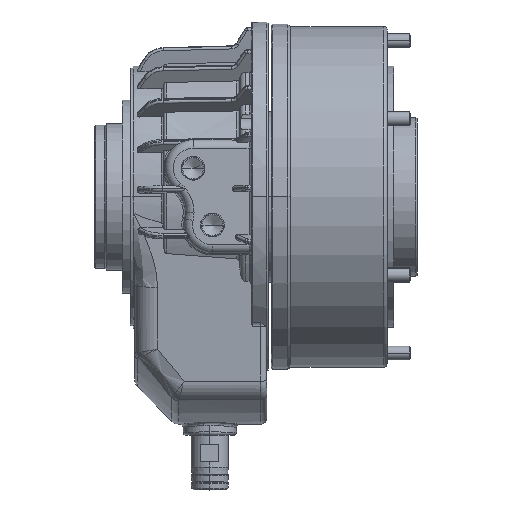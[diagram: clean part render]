
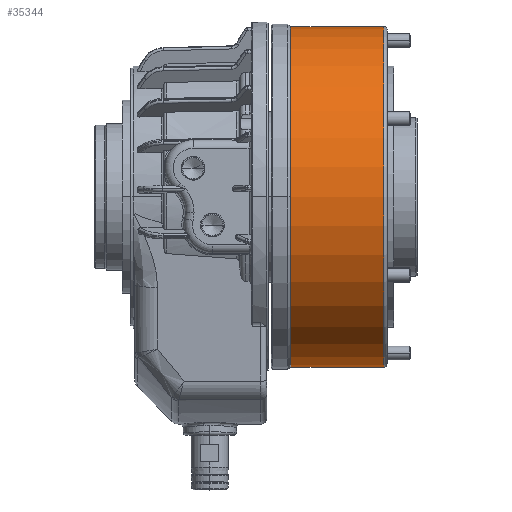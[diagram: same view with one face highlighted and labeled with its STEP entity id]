
A CAD part, top view. The second image highlights one B-rep face of the part: STEP entity #35344.
In plain terms, the highlighted cylindrical face has radius 150 mm (diameter 300 mm), a partial arc.
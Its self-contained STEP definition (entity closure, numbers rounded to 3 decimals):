
#18 = CARTESIAN_POINT ( 'NONE',  ( 0.3, 0., 0. ) ) ;
#1136 = EDGE_CURVE ( 'NONE', #17755, #10957, #10901, .T. ) ;
#2610 = VECTOR ( 'NONE', #18188, 1000. ) ;
#2803 = EDGE_CURVE ( 'NONE', #3813, #10957, #37755, .T. ) ;
#3151 = DIRECTION ( 'NONE',  ( 0., 1., 0. ) ) ;
#3686 = CARTESIAN_POINT ( 'NONE',  ( 82., 0., 0. ) ) ;
#3696 = AXIS2_PLACEMENT_3D ( 'NONE', #20666, #36042, #17519 ) ;
#3813 = VERTEX_POINT ( 'NONE', #21464 ) ;
#4802 = LINE ( 'NONE', #32603, #21426 ) ;
#6816 = DIRECTION ( 'NONE',  ( 0., -1., 0. ) ) ;
#7744 = AXIS2_PLACEMENT_3D ( 'NONE', #3686, #25560, #6816 ) ;
#8268 = AXIS2_PLACEMENT_3D ( 'NONE', #18, #21875, #3151 ) ;
#8965 = CARTESIAN_POINT ( 'NONE',  ( 0.3, -150., 0. ) ) ;
#9332 = EDGE_LOOP ( 'NONE', ( #15911, #22701, #32739, #12320 ) ) ;
#10901 = LINE ( 'NONE', #15053, #2610 ) ;
#10957 = VERTEX_POINT ( 'NONE', #8965 ) ;
#12320 = ORIENTED_EDGE ( 'NONE', *, *, #1136, .F. ) ;
#13566 = CIRCLE ( 'NONE', #7744, 150. ) ;
#15053 = CARTESIAN_POINT ( 'NONE',  ( 0., -150., 0. ) ) ;
#15911 = ORIENTED_EDGE ( 'NONE', *, *, #31022, .T. ) ;
#17519 = DIRECTION ( 'NONE',  ( 0., -1., 0. ) ) ;
#17755 = VERTEX_POINT ( 'NONE', #18627 ) ;
#18188 = DIRECTION ( 'NONE',  ( -1., 0., 0. ) ) ;
#18195 = CYLINDRICAL_SURFACE ( 'NONE', #3696, 150. ) ;
#18627 = CARTESIAN_POINT ( 'NONE',  ( 82., -150., 0. ) ) ;
#20666 = CARTESIAN_POINT ( 'NONE',  ( 0., 0., 0. ) ) ;
#21426 = VECTOR ( 'NONE', #26292, 1000. ) ;
#21464 = CARTESIAN_POINT ( 'NONE',  ( 0.3, 150., 0. ) ) ;
#21875 = DIRECTION ( 'NONE',  ( 1., 0., 0. ) ) ;
#22701 = ORIENTED_EDGE ( 'NONE', *, *, #23644, .T. ) ;
#23644 = EDGE_CURVE ( 'NONE', #32238, #3813, #4802, .T. ) ;
#25560 = DIRECTION ( 'NONE',  ( -1., 0., 0. ) ) ;
#26292 = DIRECTION ( 'NONE',  ( -1., 0., 0. ) ) ;
#27556 = FACE_OUTER_BOUND ( 'NONE', #9332, .T. ) ;
#31022 = EDGE_CURVE ( 'NONE', #17755, #32238, #13566, .T. ) ;
#32238 = VERTEX_POINT ( 'NONE', #38842 ) ;
#32603 = CARTESIAN_POINT ( 'NONE',  ( 0., 150., 0. ) ) ;
#32739 = ORIENTED_EDGE ( 'NONE', *, *, #2803, .T. ) ;
#35344 = ADVANCED_FACE ( 'NONE', ( #27556 ), #18195, .T. ) ;
#36042 = DIRECTION ( 'NONE',  ( -1., 0., 0. ) ) ;
#37755 = CIRCLE ( 'NONE', #8268, 150. ) ;
#38842 = CARTESIAN_POINT ( 'NONE',  ( 82., 150., 0. ) ) ;
